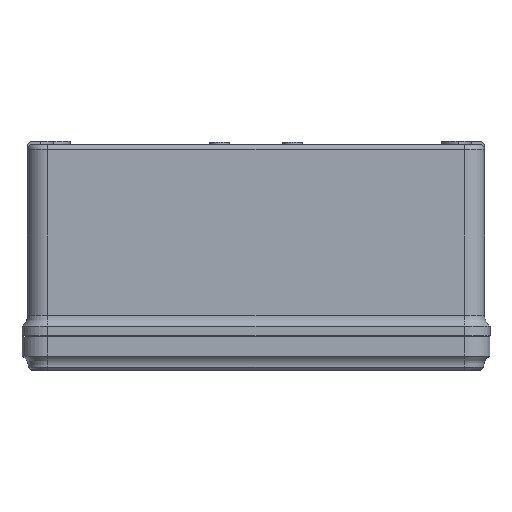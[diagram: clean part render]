
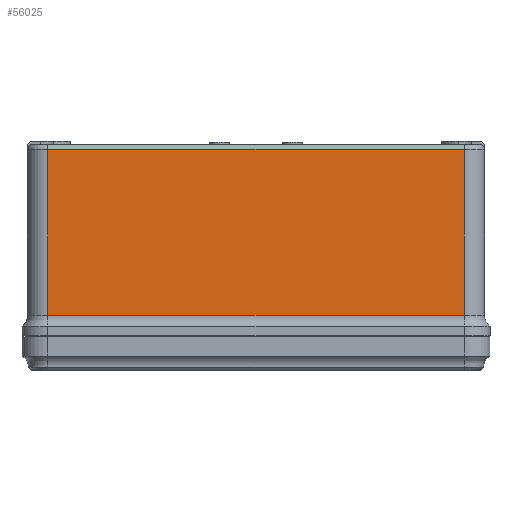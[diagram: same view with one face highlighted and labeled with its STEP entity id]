
A CAD part, front view. The second image highlights one B-rep face of the part: STEP entity #56025.
In plain terms, the highlighted planar face has unit normal (0, -1, 0).
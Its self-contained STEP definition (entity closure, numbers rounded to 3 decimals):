
#629 = ORIENTED_EDGE ( 'NONE', *, *, #46536, .T. ) ;
#1673 = VECTOR ( 'NONE', #33999, 1000. ) ;
#3567 = VECTOR ( 'NONE', #47059, 1000. ) ;
#6001 = AXIS2_PLACEMENT_3D ( 'NONE', #67621, #47795, #77379 ) ;
#6451 = LINE ( 'NONE', #24742, #76051 ) ;
#12845 = CARTESIAN_POINT ( 'NONE',  ( 64.5, -70.8, 6.273 ) ) ;
#13737 = CARTESIAN_POINT ( 'NONE',  ( 64.5, -70.8, -205.061 ) ) ;
#14190 = PLANE ( 'NONE',  #6001 ) ;
#15139 = FACE_OUTER_BOUND ( 'NONE', #16619, .T. ) ;
#16619 = EDGE_LOOP ( 'NONE', ( #79858, #31874, #76234, #629 ) ) ;
#19781 = VERTEX_POINT ( 'NONE', #35587 ) ;
#21144 = LINE ( 'NONE', #13737, #3567 ) ;
#23358 = LINE ( 'NONE', #46822, #1673 ) ;
#24742 = CARTESIAN_POINT ( 'NONE',  ( -64.5, -70.8, -205.061 ) ) ;
#28312 = VERTEX_POINT ( 'NONE', #12845 ) ;
#28377 = VERTEX_POINT ( 'NONE', #47588 ) ;
#31874 = ORIENTED_EDGE ( 'NONE', *, *, #70389, .T. ) ;
#33999 = DIRECTION ( 'NONE',  ( 1., 0., 0. ) ) ;
#35587 = CARTESIAN_POINT ( 'NONE',  ( 64.5, -70.8, 57.7 ) ) ;
#44171 = VECTOR ( 'NONE', #54290, 1000. ) ;
#46536 = EDGE_CURVE ( 'NONE', #28377, #28312, #23358, .T. ) ;
#46822 = CARTESIAN_POINT ( 'NONE',  ( 64.5, -70.8, 6.273 ) ) ;
#47059 = DIRECTION ( 'NONE',  ( 0., 0., 1. ) ) ;
#47588 = CARTESIAN_POINT ( 'NONE',  ( -64.5, -70.8, 6.273 ) ) ;
#47795 = DIRECTION ( 'NONE',  ( 0., -1., 0. ) ) ;
#47993 = EDGE_CURVE ( 'NONE', #28312, #19781, #21144, .T. ) ;
#50519 = EDGE_CURVE ( 'NONE', #28377, #60427, #6451, .T. ) ;
#54290 = DIRECTION ( 'NONE',  ( -1., 0., 0. ) ) ;
#56025 = ADVANCED_FACE ( 'NONE', ( #15139 ), #14190, .T. ) ;
#57812 = CARTESIAN_POINT ( 'NONE',  ( -64.5, -70.8, 57.7 ) ) ;
#60427 = VERTEX_POINT ( 'NONE', #57812 ) ;
#66142 = LINE ( 'NONE', #68225, #44171 ) ;
#67621 = CARTESIAN_POINT ( 'NONE',  ( -64.5, -70.8, -205.061 ) ) ;
#68225 = CARTESIAN_POINT ( 'NONE',  ( -64.5, -70.8, 57.7 ) ) ;
#70389 = EDGE_CURVE ( 'NONE', #19781, #60427, #66142, .T. ) ;
#76051 = VECTOR ( 'NONE', #84701, 1000. ) ;
#76234 = ORIENTED_EDGE ( 'NONE', *, *, #50519, .F. ) ;
#77379 = DIRECTION ( 'NONE',  ( 0., 0., -1. ) ) ;
#79858 = ORIENTED_EDGE ( 'NONE', *, *, #47993, .T. ) ;
#84701 = DIRECTION ( 'NONE',  ( 0., 0., 1. ) ) ;
